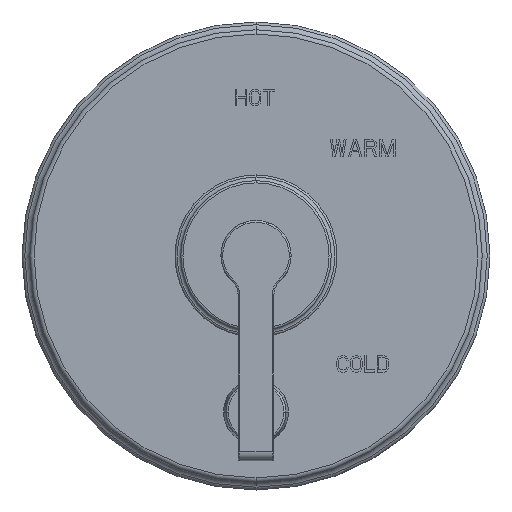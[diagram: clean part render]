
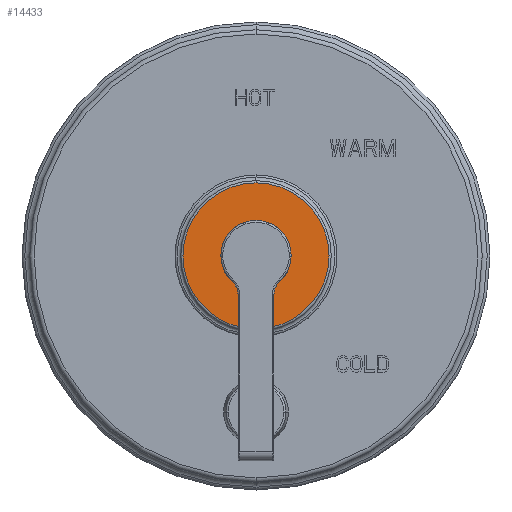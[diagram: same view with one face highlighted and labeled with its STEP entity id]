
A CAD part, top view. The second image highlights one B-rep face of the part: STEP entity #14433.
In plain terms, the highlighted face is planar.
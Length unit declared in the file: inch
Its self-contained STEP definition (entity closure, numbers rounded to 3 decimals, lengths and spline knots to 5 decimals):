
#14245=CARTESIAN_POINT('',(0.,0.35,0.));
#14246=DIRECTION('',(0.,1.,0.));
#14247=DIRECTION('',(1.,0.,0.));
#14248=AXIS2_PLACEMENT_3D('',#14245,#14246,#14247);
#14250=CARTESIAN_POINT('',(0.,0.35,0.));
#14251=DIRECTION('',(0.,1.,0.));
#14252=DIRECTION('',(-1.,0.,0.));
#14253=AXIS2_PLACEMENT_3D('',#14250,#14251,#14252);
#14268=CARTESIAN_POINT('',(1.015,0.35,0.));
#14269=CARTESIAN_POINT('',(-1.015,0.35,0.));
#14270=VERTEX_POINT('',#14268);
#14271=VERTEX_POINT('',#14269);
#14423=CARTESIAN_POINT('',(0.,0.35,0.));
#14424=DIRECTION('',(0.,-1.,0.));
#14425=DIRECTION('',(-1.,0.,0.));
#14426=AXIS2_PLACEMENT_3D('',#14423,#14424,#14425);
#14427=PLANE('',#14426);
#14429=ORIENTED_EDGE('',*,*,#14428,.F.);
#14430=ORIENTED_EDGE('',*,*,#14413,.F.);
#14431=EDGE_LOOP('',(#14429,#14430));
#14432=FACE_OUTER_BOUND('',#14431,.F.);
#14433=ADVANCED_FACE('',(#14432),#14427,.F.);
#14249=CIRCLE('',#14248,1.015);
#14254=CIRCLE('',#14253,1.015);
#14413=EDGE_CURVE('',#14271,#14270,#14254,.T.);
#14428=EDGE_CURVE('',#14270,#14271,#14249,.T.);
